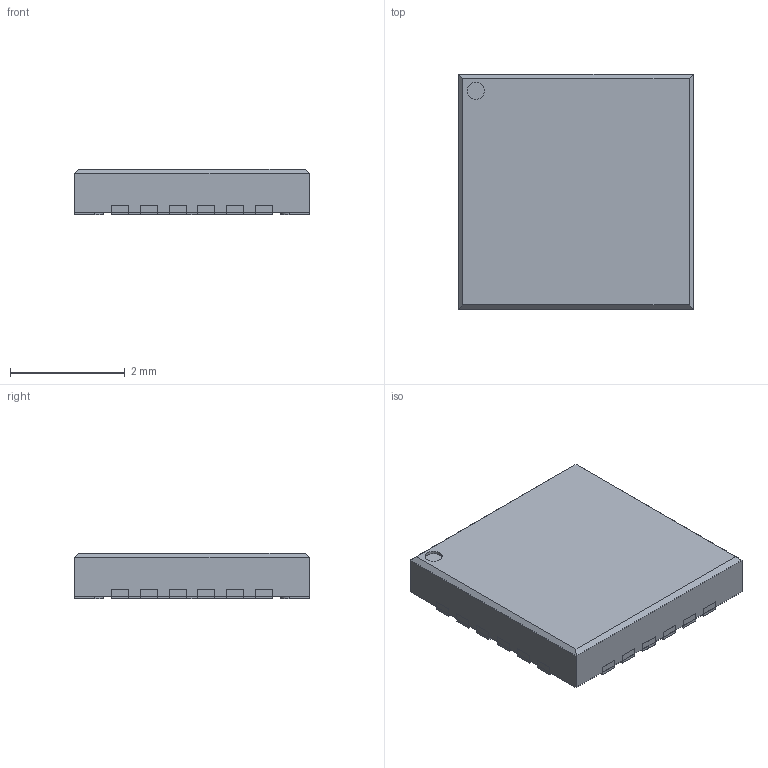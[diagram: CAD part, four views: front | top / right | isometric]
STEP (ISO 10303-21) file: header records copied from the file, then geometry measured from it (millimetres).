
FILE_DESCRIPTION(/* description */ (''),/* implementation_level */ '2;1');
FILE_NAME(/* name */ 'qfn_1619291787435.stp',/* time_stamp */ '2021-04-24T19:16:33+00:00',/* author */ (''),/* organization */ (''),/* preprocessor_version */ 'ST-DEVELOPER v18.1',/* originating_system */ 'ASM',/* authorisation */ '');
FILE_SCHEMA (('AUTOMOTIVE_DESIGN { 1 0 10303 214 3 1 1 }'));
Length unit declared in the file: millimetre
Products named in the file (1): qfn_1619291787435
Bounding box: 4.1 x 4.1 x 0.8 mm (x, y, z)
Volume: 13.1 mm3; surface area: 55 mm2
Topology: 13 solids, 13 shells, 257 faces, 659 edges, 430 vertices
Faces by surface type: plane 232, cylinder 25
Full cylindrical faces by diameter (mm): 0.3 x1
Entity records: 7916 total; most frequent: CARTESIAN_POINT 1347, ORIENTED_EDGE 1318, DIRECTION 1225, EDGE_CURVE 659, LINE 609, VECTOR 609, VERTEX_POINT 430, AXIS2_PLACEMENT_3D 308
